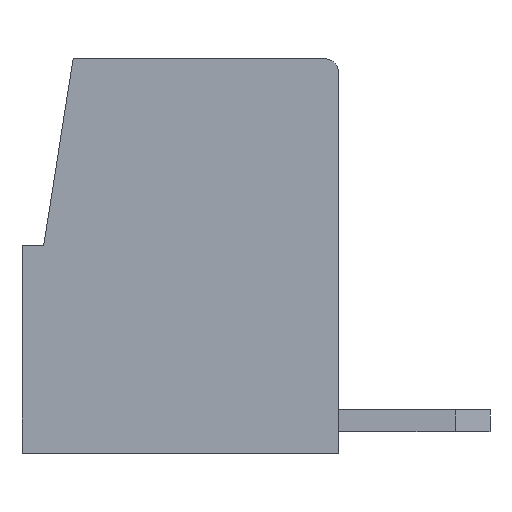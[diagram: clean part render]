
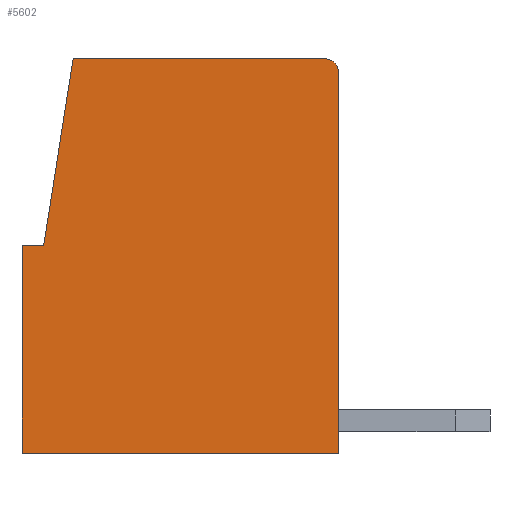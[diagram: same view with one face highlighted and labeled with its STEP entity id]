
A CAD part, left-side view. The second image highlights one B-rep face of the part: STEP entity #5602.
In plain terms, the highlighted planar face has unit normal (-1, 0, 0).
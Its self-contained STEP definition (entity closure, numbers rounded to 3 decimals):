
#93=PLANE('',#7464);
#362=CIRCLE('',#7453,0.3);
#497=ORIENTED_EDGE('',*,*,#2093,.T.);
#498=ORIENTED_EDGE('',*,*,#2050,.F.);
#499=ORIENTED_EDGE('',*,*,#2107,.F.);
#500=ORIENTED_EDGE('',*,*,#2108,.T.);
#501=ORIENTED_EDGE('',*,*,#2109,.T.);
#502=ORIENTED_EDGE('',*,*,#2051,.T.);
#503=ORIENTED_EDGE('',*,*,#2106,.T.);
#2050=EDGE_CURVE('',#2866,#2864,#362,.T.);
#2051=EDGE_CURVE('',#2867,#2868,#3405,.T.);
#2093=EDGE_CURVE('',#2906,#2864,#3446,.T.);
#2106=EDGE_CURVE('',#2868,#2906,#3459,.T.);
#2107=EDGE_CURVE('',#2913,#2866,#3460,.T.);
#2108=EDGE_CURVE('',#2913,#2914,#3461,.T.);
#2109=EDGE_CURVE('',#2914,#2867,#3462,.T.);
#2864=VERTEX_POINT('',#9317);
#2866=VERTEX_POINT('',#9321);
#2867=VERTEX_POINT('',#9325);
#2868=VERTEX_POINT('',#9326);
#2906=VERTEX_POINT('',#9408);
#2913=VERTEX_POINT('',#9436);
#2914=VERTEX_POINT('',#9438);
#3405=LINE('',#9324,#4167);
#3446=LINE('',#9407,#4208);
#3459=LINE('',#9433,#4221);
#3460=LINE('',#9435,#4222);
#3461=LINE('',#9437,#4223);
#3462=LINE('',#9439,#4224);
#4167=VECTOR('',#7829,1000.);
#4208=VECTOR('',#7876,1000.);
#4221=VECTOR('',#7901,1000.);
#4222=VECTOR('',#7904,1000.);
#4223=VECTOR('',#7905,1000.);
#4224=VECTOR('',#7906,1000.);
#4937=EDGE_LOOP('',(#497,#498,#499,#500,#501,#502,#503));
#5259=FACE_BOUND('',#4937,.T.);
#5602=ADVANCED_FACE('',(#5259),#93,.F.);
#7453=AXIS2_PLACEMENT_3D('',#9322,#7825,#7826);
#7464=AXIS2_PLACEMENT_3D('',#9434,#7902,#7903);
#7825=DIRECTION('',(1.,0.,0.));
#7826=DIRECTION('',(0.,-1.,0.));
#7829=DIRECTION('',(0.,0.,-1.));
#7876=DIRECTION('',(0.,0.,1.));
#7901=DIRECTION('',(0.,-1.,0.));
#7902=DIRECTION('',(1.,0.,0.));
#7903=DIRECTION('',(0.,1.,0.));
#7904=DIRECTION('',(0.,-1.,0.));
#7905=DIRECTION('',(0.,0.156,-0.988));
#7906=DIRECTION('',(0.,1.,0.));
#9317=CARTESIAN_POINT('',(-1.75,-7.3,8.8));
#9321=CARTESIAN_POINT('',(-1.75,-7.,9.1));
#9322=CARTESIAN_POINT('',(-1.75,-7.,8.8));
#9324=CARTESIAN_POINT('',(-1.75,0.,0.));
#9325=CARTESIAN_POINT('',(-1.75,0.,4.8));
#9326=CARTESIAN_POINT('',(-1.75,0.,0.));
#9407=CARTESIAN_POINT('',(-1.75,-7.3,0.));
#9408=CARTESIAN_POINT('',(-1.75,-7.3,0.));
#9433=CARTESIAN_POINT('',(-1.75,-3.5,0.));
#9434=CARTESIAN_POINT('',(-1.75,-11.88,0.));
#9435=CARTESIAN_POINT('',(-1.75,-3.5,9.1));
#9436=CARTESIAN_POINT('',(-1.75,-1.181,9.1));
#9437=CARTESIAN_POINT('',(-1.75,0.26,0.));
#9438=CARTESIAN_POINT('',(-1.75,-0.5,4.8));
#9439=CARTESIAN_POINT('',(-1.75,-3.5,4.8));
